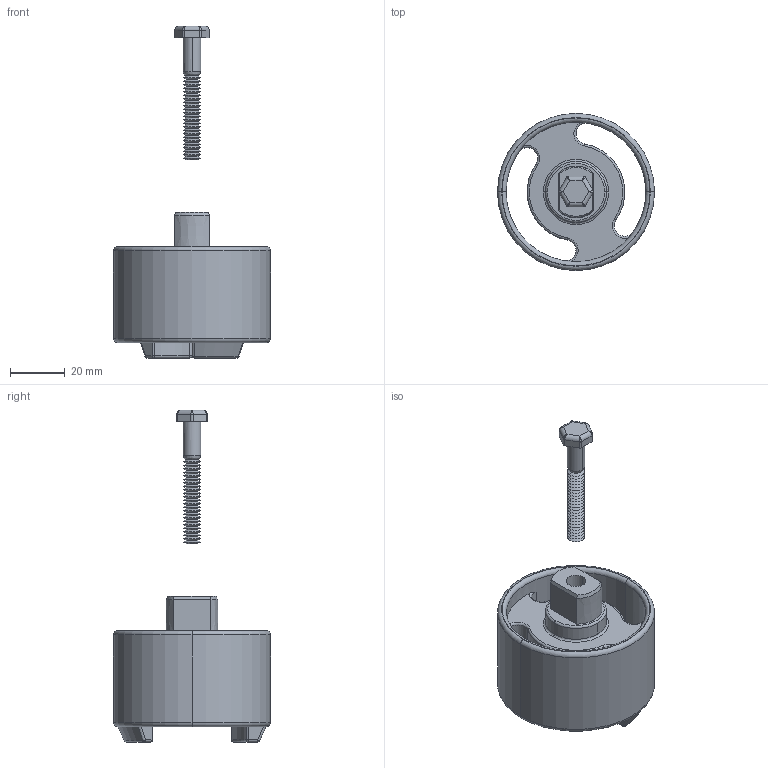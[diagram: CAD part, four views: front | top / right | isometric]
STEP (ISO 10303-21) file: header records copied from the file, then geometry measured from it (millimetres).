
FILE_DESCRIPTION((''),'2;1');
FILE_NAME('V20153138.stp','2012-08-16T09:24:21',(''),(''),'Mechanical Desktop 2009','Mechanical Desktop 2009',', , ');
FILE_SCHEMA(('CONFIG_CONTROL_DESIGN'));
Length unit declared in the file: inch
Products named in the file (5): V20153138; V20153138X; PART1; V20020175A; V20020175
Assembly tree (4 placements, depth 3):
  V20153138
    V20153138X
      PART1
    V20020175A
      V20020175
Bounding box: 57.15 x 57.15 x 120.8 mm (x, y, z)
Volume: 58668.4 mm3; surface area: 21373.5 mm2
Topology: 2 solids, 2 shells, 212 faces, 477 edges, 256 vertices
Faces by surface type: cone 104, cylinder 40, plane 28, torus 18, bspline 13, sphere 9
Entity records: 6927 total; most frequent: CARTESIAN_POINT 2091, DIRECTION 1090, ORIENTED_EDGE 924, EDGE_CURVE 462, AXIS2_PLACEMENT_3D 453, VERTEX_POINT 256, CIRCLE 237, EDGE_LOOP 220
